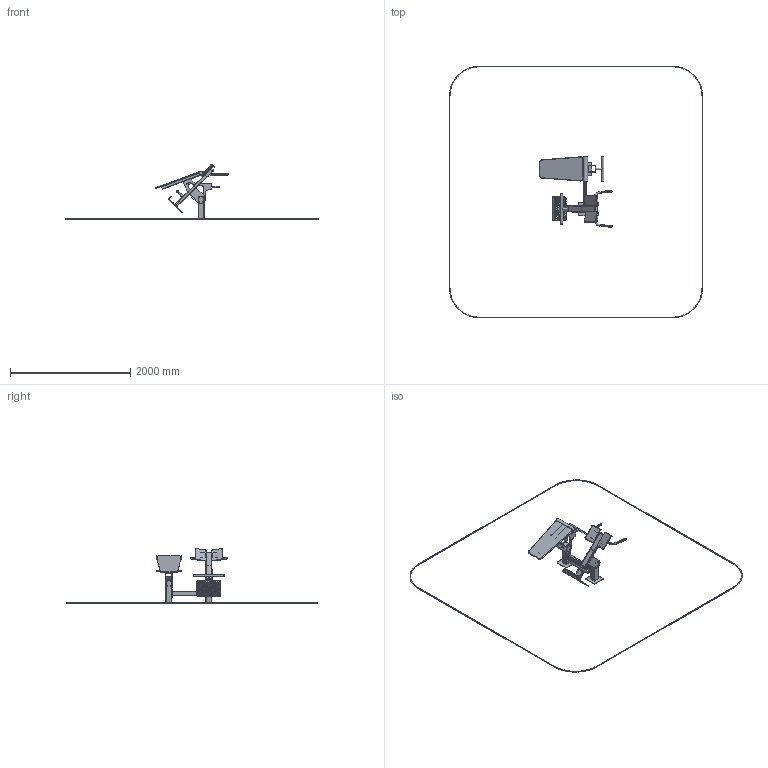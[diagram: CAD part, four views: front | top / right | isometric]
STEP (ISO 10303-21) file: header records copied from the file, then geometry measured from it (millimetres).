
FILE_DESCRIPTION(('STEP AP214'), '1');
FILE_NAME('沓麧錪', '', ('UNSPECIFIED'), ('UNSPECIFIED'), 'C3D Converter', 'C3D Toolkit', '');
FILE_SCHEMA(('AUTOMOTIVE_DESIGN { 1 0 10303 214 3 1 1}'));
Length unit declared in the file: millimetre
Products named in the file (44): УТС-01.01.01.10; УТС-01.01.01.02; УТН-03Г.00.00.01
Assembly tree (70 placements, depth 4):
  (unnamed)
    (unnamed)  x2
      (unnamed)
      (unnamed)
      (unnamed)
      (unnamed)
    (unnamed)  x2
    (unnamed)
      (unnamed)
        (unnamed)
        (unnamed)
        (unnamed)  x4
        УТС-01.01.01.10  x2
        (unnamed)
      (unnamed)  x2
      (unnamed)
        УТС-01.01.01.02
        (unnamed)
        (unnamed)  x2
        (unnamed)
      (unnamed)
        (unnamed)
        (unnamed)  x2
        (unnamed)
      (unnamed)
      (unnamed)
    (unnamed)
      (unnamed)
      (unnamed)  x2
    (unnamed)
      (unnamed)
        (unnamed)
        (unnamed)
        (unnamed)
        (unnamed)  x2
      (unnamed)
    (unnamed)
      УТС-01.01.01.02
      (unnamed)
      (unnamed)  x2
      (unnamed)
    (unnamed)
      (unnamed)  x2
      (unnamed)
      (unnamed)  x2
    УТН-03Г.00.00.01
    (unnamed)  x2
Bounding box: 4215.57 x 4188 x 911.54 mm (x, y, z)
Volume: 14987698.5 mm3; surface area: 5557829.2 mm2
Topology: 73 solids, 73 shells, 3571 faces, 7577 edges, 4284 vertices
Faces by surface type: bspline 1967, plane 825, cylinder 751, torus 28
Full cylindrical faces by diameter (mm): 3 x8, 8.376 x20, 19 x3, 25 x2, 26 x4, 27 x3, 28 x4, 30 x4, 68 x1, 74 x2, 76 x1
Entity records: 138117 total; most frequent: CARTESIAN_POINT 58796, ORIENTED_EDGE 13056, EDGE_CURVE 6528, DIRECTION 5665, VERTEX_POINT 3696, B_SPLINE_CURVE_WITH_KNOTS 3618, EDGE_LOOP 3538, FACE_BOUND 3229
